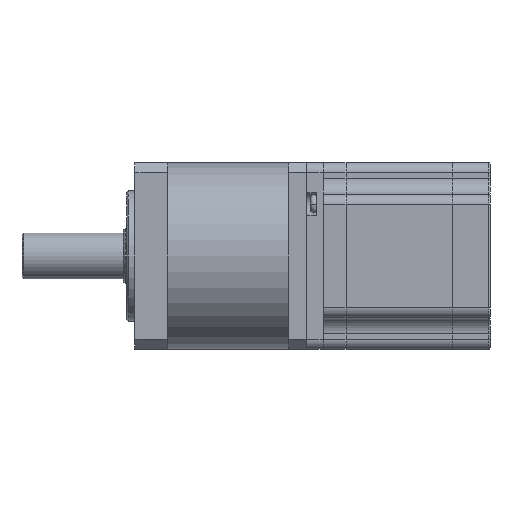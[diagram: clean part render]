
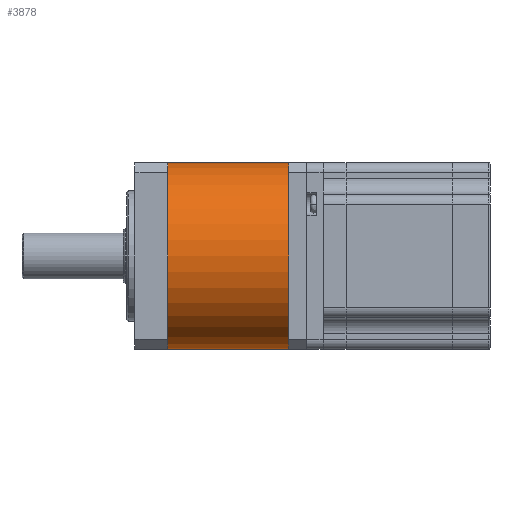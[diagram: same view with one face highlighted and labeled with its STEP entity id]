
A CAD part, left-side view. The second image highlights one B-rep face of the part: STEP entity #3878.
In plain terms, the highlighted cylindrical face has radius 28.5 mm (diameter 57 mm), a partial arc.
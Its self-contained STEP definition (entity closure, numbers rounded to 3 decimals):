
#381 = LINE ( 'NONE', #2991, #843 ) ;
#385 = DIRECTION ( 'NONE',  ( -1., 0., 0. ) ) ;
#573 = LINE ( 'NONE', #661, #4156 ) ;
#661 = CARTESIAN_POINT ( 'NONE',  ( 28.5, 0., 37. ) ) ;
#843 = VECTOR ( 'NONE', #12995, 1000. ) ;
#1398 = CARTESIAN_POINT ( 'NONE',  ( -28.5, 0., 0. ) ) ;
#1994 = DIRECTION ( 'NONE',  ( 1., 0., 0. ) ) ;
#2053 = VERTEX_POINT ( 'NONE', #2186 ) ;
#2186 = CARTESIAN_POINT ( 'NONE',  ( 28.5, 0., 0. ) ) ;
#2991 = CARTESIAN_POINT ( 'NONE',  ( -28.5, 0., 37. ) ) ;
#3177 = CARTESIAN_POINT ( 'NONE',  ( 0., 0., 37. ) ) ;
#3213 = DIRECTION ( 'NONE',  ( 0., 0., 1. ) ) ;
#3242 = VERTEX_POINT ( 'NONE', #6328 ) ;
#3455 = DIRECTION ( 'NONE',  ( 0., 0., -1. ) ) ;
#3714 = AXIS2_PLACEMENT_3D ( 'NONE', #5875, #14195, #8402 ) ;
#3878 = ADVANCED_FACE ( 'NONE', ( #16260 ), #7395, .T. ) ;
#4156 = VECTOR ( 'NONE', #7945, 1000. ) ;
#4662 = EDGE_LOOP ( 'NONE', ( #14831, #14148, #17374, #4911 ) ) ;
#4911 = ORIENTED_EDGE ( 'NONE', *, *, #7937, .T. ) ;
#5345 = VERTEX_POINT ( 'NONE', #1398 ) ;
#5875 = CARTESIAN_POINT ( 'NONE',  ( 0., 0., 37. ) ) ;
#6328 = CARTESIAN_POINT ( 'NONE',  ( -28.5, 0., 37. ) ) ;
#6464 = EDGE_CURVE ( 'NONE', #3242, #5345, #381, .T. ) ;
#7395 = CYLINDRICAL_SURFACE ( 'NONE', #14474, 28.5 ) ;
#7937 = EDGE_CURVE ( 'NONE', #5345, #2053, #17846, .T. ) ;
#7945 = DIRECTION ( 'NONE',  ( 0., 0., -1. ) ) ;
#8165 = CIRCLE ( 'NONE', #3714, 28.5 ) ;
#8402 = DIRECTION ( 'NONE',  ( 1., 0., 0. ) ) ;
#10454 = EDGE_CURVE ( 'NONE', #3242, #13493, #8165, .T. ) ;
#12159 = AXIS2_PLACEMENT_3D ( 'NONE', #16022, #3213, #1994 ) ;
#12995 = DIRECTION ( 'NONE',  ( 0., 0., -1. ) ) ;
#13493 = VERTEX_POINT ( 'NONE', #16325 ) ;
#14148 = ORIENTED_EDGE ( 'NONE', *, *, #10454, .F. ) ;
#14195 = DIRECTION ( 'NONE',  ( 0., 0., 1. ) ) ;
#14474 = AXIS2_PLACEMENT_3D ( 'NONE', #3177, #3455, #385 ) ;
#14831 = ORIENTED_EDGE ( 'NONE', *, *, #15519, .F. ) ;
#15519 = EDGE_CURVE ( 'NONE', #13493, #2053, #573, .T. ) ;
#16022 = CARTESIAN_POINT ( 'NONE',  ( 0., 0., 0. ) ) ;
#16260 = FACE_OUTER_BOUND ( 'NONE', #4662, .T. ) ;
#16325 = CARTESIAN_POINT ( 'NONE',  ( 28.5, 0., 37. ) ) ;
#17374 = ORIENTED_EDGE ( 'NONE', *, *, #6464, .T. ) ;
#17846 = CIRCLE ( 'NONE', #12159, 28.5 ) ;
